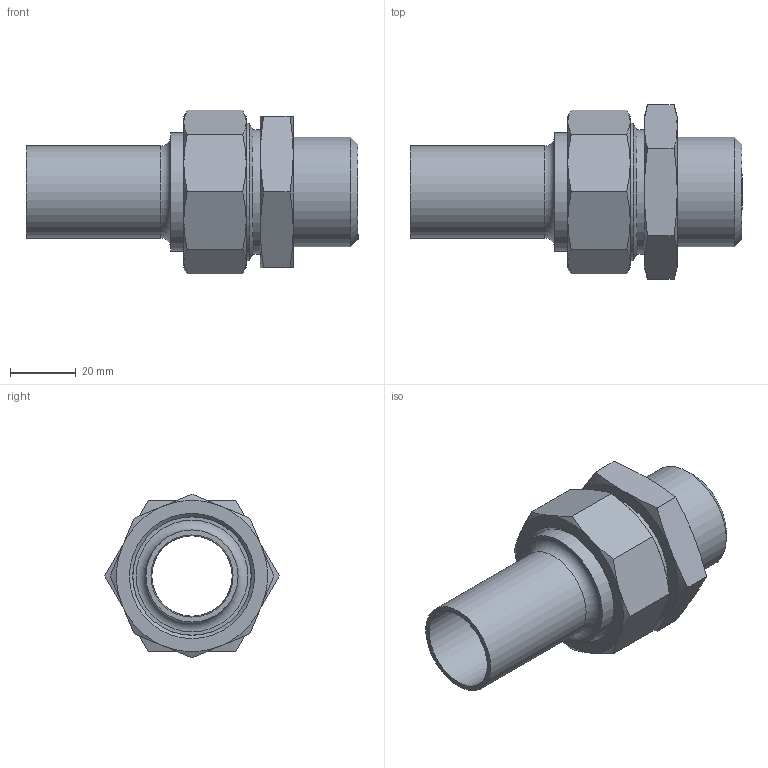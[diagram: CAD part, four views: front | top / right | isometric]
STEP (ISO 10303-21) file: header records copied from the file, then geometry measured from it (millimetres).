
FILE_DESCRIPTION(/* description */ (''),/* implementation_level */ '2;1');
FILE_NAME(/* name */ '35407.stp',/* time_stamp */ '2014-04-01T20:52:55+02:00',/* author */ ('bruh'),/* organization */ (''),/* preprocessor_version */ 'ST-DEVELOPER v15.2',/* originating_system */ 'Autodesk Inventor 2014',/* authorisation */ '');
FILE_SCHEMA (('AUTOMOTIVE_DESIGN { 1 0 10303 214 3 1 1 }'));
Length unit declared in the file: millimetre
Products named in the file (4): 101137; 101039; 400960; 35407
Bounding box: 101 x 53.12 x 49.79 mm (x, y, z)
Volume: 49095.3 mm3; surface area: 28554.3 mm2
Topology: 3 solids, 3 shells, 75 faces, 156 edges, 92 vertices
Faces by surface type: cone 37, plane 25, cylinder 11, torus 2
Full cylindrical faces by diameter (mm): 25 x1, 27 x1, 28 x1, 29 x1, 33.249 x1, 36 x1, 36.1 x1, 37.9 x1, 38.5 x1, 38.952 x1, 41.91 x1
Entity records: 1880 total; most frequent: CARTESIAN_POINT 410, DIRECTION 296, ORIENTED_EDGE 258, AXIS2_PLACEMENT_3D 141, EDGE_CURVE 129, EDGE_LOOP 108, VERTEX_POINT 87, ADVANCED_FACE 75
